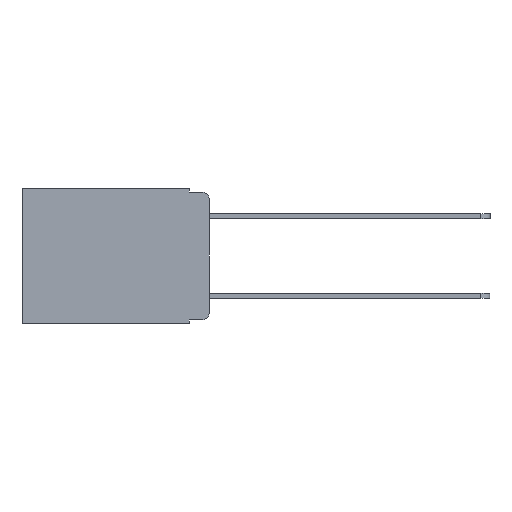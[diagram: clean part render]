
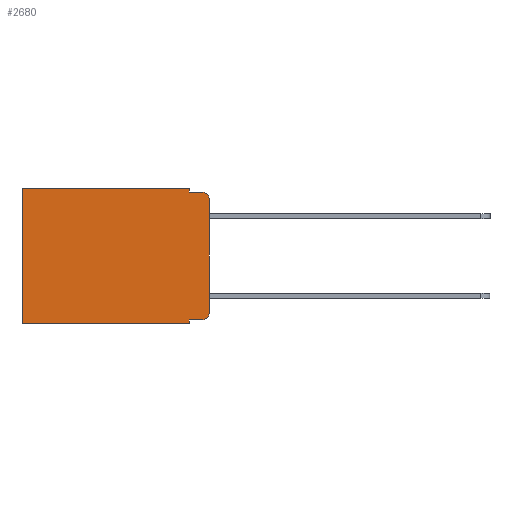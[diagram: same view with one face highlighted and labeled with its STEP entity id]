
A CAD part, left-side view. The second image highlights one B-rep face of the part: STEP entity #2680.
In plain terms, the highlighted planar face has unit normal (-1, 0, 0).
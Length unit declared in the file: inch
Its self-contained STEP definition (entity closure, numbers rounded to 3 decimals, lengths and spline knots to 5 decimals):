
#100 = VERTEX_POINT ( 'NONE', #2661 ) ;
#222 = CARTESIAN_POINT ( 'NONE',  ( 0.298, 0., -0.313 ) ) ;
#407 = EDGE_CURVE ( 'NONE', #5746, #2833, #10155, .T. ) ;
#450 = CARTESIAN_POINT ( 'NONE',  ( 0.298, 0.473, -0.343 ) ) ;
#738 = DIRECTION ( 'NONE',  ( 0., 1., 0. ) ) ;
#830 = AXIS2_PLACEMENT_3D ( 'NONE', #7345, #7404, #7396 ) ;
#1045 = VERTEX_POINT ( 'NONE', #7162 ) ;
#1105 = EDGE_CURVE ( 'NONE', #1045, #5746, #7507, .T. ) ;
#1427 = VECTOR ( 'NONE', #3561, 39.37008 ) ;
#1760 = EDGE_CURVE ( 'NONE', #1045, #7817, #6694, .T. ) ;
#1968 = DIRECTION ( 'NONE',  ( 0., -1., 0. ) ) ;
#2010 = ORIENTED_EDGE ( 'NONE', *, *, #407, .T. ) ;
#2022 = DIRECTION ( 'NONE',  ( 0., 0., -1. ) ) ;
#2149 = VERTEX_POINT ( 'NONE', #450 ) ;
#2361 = EDGE_CURVE ( 'NONE', #100, #4583, #8310, .T. ) ;
#2381 = VERTEX_POINT ( 'NONE', #7398 ) ;
#2438 = EDGE_CURVE ( 'NONE', #4583, #2149, #5187, .T. ) ;
#2472 = CARTESIAN_POINT ( 'NONE',  ( 0.298, 0.02, -0.03 ) ) ;
#2602 = ORIENTED_EDGE ( 'NONE', *, *, #7003, .F. ) ;
#2661 = CARTESIAN_POINT ( 'NONE',  ( 0.298, 0.051, 0. ) ) ;
#2680 = ADVANCED_FACE ( 'NONE', ( #8432 ), #7390, .F. ) ;
#2810 = VECTOR ( 'NONE', #2913, 39.37008 ) ;
#2833 = VERTEX_POINT ( 'NONE', #222 ) ;
#2913 = DIRECTION ( 'NONE',  ( 0., 0., -1. ) ) ;
#3086 = EDGE_CURVE ( 'NONE', #100, #8354, #10244, .T. ) ;
#3197 = DIRECTION ( 'NONE',  ( -1., 0., 0. ) ) ;
#3561 = DIRECTION ( 'NONE',  ( 0., 0., -1. ) ) ;
#3713 = EDGE_CURVE ( 'NONE', #8354, #5585, #8275, .T. ) ;
#3821 = VECTOR ( 'NONE', #6450, 39.37008 ) ;
#4070 = CARTESIAN_POINT ( 'NONE',  ( 0.298, 0.051, -0.343 ) ) ;
#4071 = CIRCLE ( 'NONE', #5142, 0.02 ) ;
#4129 = LINE ( 'NONE', #6327, #4398 ) ;
#4136 = LINE ( 'NONE', #9031, #6199 ) ;
#4295 = EDGE_CURVE ( 'NONE', #2381, #5585, #4071, .T. ) ;
#4329 = CARTESIAN_POINT ( 'NONE',  ( 0.298, 0.051, -0.333 ) ) ;
#4398 = VECTOR ( 'NONE', #9316, 39.37008 ) ;
#4583 = VERTEX_POINT ( 'NONE', #10242 ) ;
#4817 = ORIENTED_EDGE ( 'NONE', *, *, #1760, .F. ) ;
#5142 = AXIS2_PLACEMENT_3D ( 'NONE', #2472, #11178, #2022 ) ;
#5187 = LINE ( 'NONE', #7323, #2810 ) ;
#5195 = VECTOR ( 'NONE', #7381, 39.37008 ) ;
#5585 = VERTEX_POINT ( 'NONE', #11218 ) ;
#5746 = VERTEX_POINT ( 'NONE', #6310 ) ;
#5762 = VECTOR ( 'NONE', #738, 39.37008 ) ;
#5876 = CARTESIAN_POINT ( 'NONE',  ( 0.298, 0.02, -0.313 ) ) ;
#5899 = ORIENTED_EDGE ( 'NONE', *, *, #3086, .F. ) ;
#6022 = CARTESIAN_POINT ( 'NONE',  ( 0.298, 0.051, 0. ) ) ;
#6199 = VECTOR ( 'NONE', #8789, 39.37008 ) ;
#6310 = CARTESIAN_POINT ( 'NONE',  ( 0.298, 0.02, -0.333 ) ) ;
#6327 = CARTESIAN_POINT ( 'NONE',  ( 0.298, 0., -0.343 ) ) ;
#6372 = CARTESIAN_POINT ( 'NONE',  ( 0.298, 0.051, -0.01 ) ) ;
#6450 = DIRECTION ( 'NONE',  ( 0., 0., -1. ) ) ;
#6633 = EDGE_CURVE ( 'NONE', #2381, #2833, #4136, .T. ) ;
#6694 = LINE ( 'NONE', #10253, #1427 ) ;
#6814 = ORIENTED_EDGE ( 'NONE', *, *, #4295, .T. ) ;
#7003 = EDGE_CURVE ( 'NONE', #7817, #2149, #4129, .T. ) ;
#7162 = CARTESIAN_POINT ( 'NONE',  ( 0.298, 0.051, -0.333 ) ) ;
#7323 = CARTESIAN_POINT ( 'NONE',  ( 0.298, 0.473, 0. ) ) ;
#7325 = AXIS2_PLACEMENT_3D ( 'NONE', #5876, #3197, #10016 ) ;
#7345 = CARTESIAN_POINT ( 'NONE',  ( 0.298, 0., 0. ) ) ;
#7381 = DIRECTION ( 'NONE',  ( 0., -1., 0. ) ) ;
#7390 = PLANE ( 'NONE',  #830 ) ;
#7396 = DIRECTION ( 'NONE',  ( 0., 0., -1. ) ) ;
#7398 = CARTESIAN_POINT ( 'NONE',  ( 0.298, 0., -0.03 ) ) ;
#7404 = DIRECTION ( 'NONE',  ( 1., 0., 0. ) ) ;
#7464 = CARTESIAN_POINT ( 'NONE',  ( 0.298, 0.051, -0.01 ) ) ;
#7507 = LINE ( 'NONE', #4329, #5195 ) ;
#7817 = VERTEX_POINT ( 'NONE', #4070 ) ;
#8275 = LINE ( 'NONE', #7464, #8530 ) ;
#8310 = LINE ( 'NONE', #10581, #5762 ) ;
#8354 = VERTEX_POINT ( 'NONE', #6372 ) ;
#8432 = FACE_OUTER_BOUND ( 'NONE', #9765, .T. ) ;
#8530 = VECTOR ( 'NONE', #1968, 39.37008 ) ;
#8789 = DIRECTION ( 'NONE',  ( 0., 0., -1. ) ) ;
#8948 = ORIENTED_EDGE ( 'NONE', *, *, #2361, .T. ) ;
#9031 = CARTESIAN_POINT ( 'NONE',  ( 0.298, 0., 0. ) ) ;
#9296 = ORIENTED_EDGE ( 'NONE', *, *, #6633, .F. ) ;
#9316 = DIRECTION ( 'NONE',  ( 0., 1., 0. ) ) ;
#9409 = ORIENTED_EDGE ( 'NONE', *, *, #3713, .F. ) ;
#9603 = ORIENTED_EDGE ( 'NONE', *, *, #2438, .T. ) ;
#9765 = EDGE_LOOP ( 'NONE', ( #9296, #6814, #9409, #5899, #8948, #9603, #2602, #4817, #10427, #2010 ) ) ;
#10016 = DIRECTION ( 'NONE',  ( 0., 0., -1. ) ) ;
#10155 = CIRCLE ( 'NONE', #7325, 0.02 ) ;
#10242 = CARTESIAN_POINT ( 'NONE',  ( 0.298, 0.473, 0. ) ) ;
#10244 = LINE ( 'NONE', #6022, #3821 ) ;
#10253 = CARTESIAN_POINT ( 'NONE',  ( 0.298, 0.051, 0. ) ) ;
#10427 = ORIENTED_EDGE ( 'NONE', *, *, #1105, .T. ) ;
#10581 = CARTESIAN_POINT ( 'NONE',  ( 0.298, 0., 0. ) ) ;
#11178 = DIRECTION ( 'NONE',  ( -1., 0., 0. ) ) ;
#11218 = CARTESIAN_POINT ( 'NONE',  ( 0.298, 0.02, -0.01 ) ) ;
